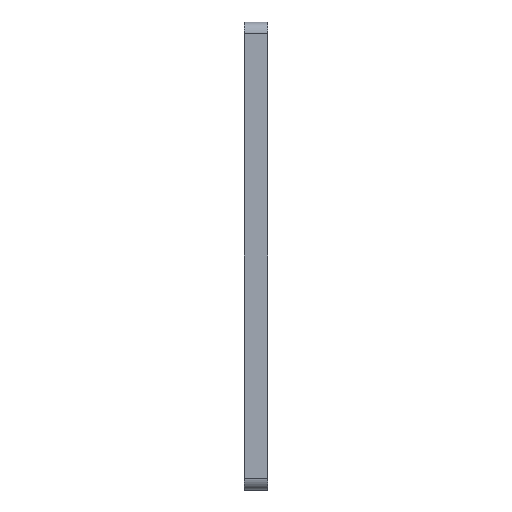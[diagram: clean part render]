
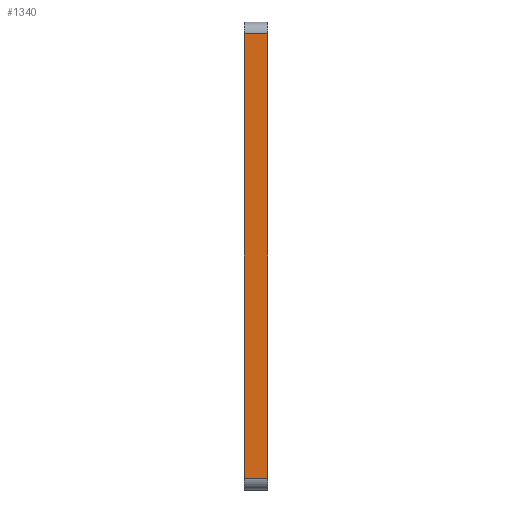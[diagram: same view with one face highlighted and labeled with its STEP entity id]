
A CAD part, left-side view. The second image highlights one B-rep face of the part: STEP entity #1340.
In plain terms, the highlighted planar face has unit normal (-1, 0, 0).
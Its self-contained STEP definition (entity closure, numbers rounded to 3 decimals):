
#72 = CARTESIAN_POINT ( 'NONE',  ( -40., 4., 38. ) ) ;
#189 = PLANE ( 'NONE',  #8533 ) ;
#317 = LINE ( 'NONE', #1902, #1008 ) ;
#976 = ORIENTED_EDGE ( 'NONE', *, *, #7853, .T. ) ;
#1008 = VECTOR ( 'NONE', #9848, 1000. ) ;
#1081 = VERTEX_POINT ( 'NONE', #13191 ) ;
#1082 = CARTESIAN_POINT ( 'NONE',  ( -40., 4., 38. ) ) ;
#1198 = EDGE_LOOP ( 'NONE', ( #4714, #1815, #976, #10385 ) ) ;
#1316 = CARTESIAN_POINT ( 'NONE',  ( -40., 4., -40. ) ) ;
#1340 = ADVANCED_FACE ( 'NONE', ( #7896 ), #189, .F. ) ;
#1535 = VECTOR ( 'NONE', #1661, 1000. ) ;
#1661 = DIRECTION ( 'NONE',  ( 0., -1., 0. ) ) ;
#1815 = ORIENTED_EDGE ( 'NONE', *, *, #2021, .T. ) ;
#1902 = CARTESIAN_POINT ( 'NONE',  ( -40., 0., -40. ) ) ;
#2021 = EDGE_CURVE ( 'NONE', #1081, #3866, #3277, .T. ) ;
#2045 = VECTOR ( 'NONE', #13874, 1000. ) ;
#2459 = DIRECTION ( 'NONE',  ( 0., 0., -1. ) ) ;
#3253 = VERTEX_POINT ( 'NONE', #1082 ) ;
#3277 = LINE ( 'NONE', #5925, #1535 ) ;
#3607 = VERTEX_POINT ( 'NONE', #4365 ) ;
#3639 = VECTOR ( 'NONE', #4961, 1000. ) ;
#3866 = VERTEX_POINT ( 'NONE', #7058 ) ;
#3868 = CARTESIAN_POINT ( 'NONE',  ( -40., 4., -40. ) ) ;
#4365 = CARTESIAN_POINT ( 'NONE',  ( -40., 0., 38. ) ) ;
#4714 = ORIENTED_EDGE ( 'NONE', *, *, #14029, .F. ) ;
#4961 = DIRECTION ( 'NONE',  ( 0., 0., 1. ) ) ;
#5925 = CARTESIAN_POINT ( 'NONE',  ( -40., 4., -38. ) ) ;
#7058 = CARTESIAN_POINT ( 'NONE',  ( -40., 0., -38. ) ) ;
#7853 = EDGE_CURVE ( 'NONE', #3866, #3607, #317, .T. ) ;
#7896 = FACE_OUTER_BOUND ( 'NONE', #1198, .T. ) ;
#8533 = AXIS2_PLACEMENT_3D ( 'NONE', #1316, #9280, #2459 ) ;
#9280 = DIRECTION ( 'NONE',  ( 1., 0., 0. ) ) ;
#9651 = LINE ( 'NONE', #72, #2045 ) ;
#9848 = DIRECTION ( 'NONE',  ( 0., 0., 1. ) ) ;
#10327 = EDGE_CURVE ( 'NONE', #3607, #3253, #9651, .T. ) ;
#10385 = ORIENTED_EDGE ( 'NONE', *, *, #10327, .T. ) ;
#13191 = CARTESIAN_POINT ( 'NONE',  ( -40., 4., -38. ) ) ;
#13861 = LINE ( 'NONE', #3868, #3639 ) ;
#13874 = DIRECTION ( 'NONE',  ( 0., 1., 0. ) ) ;
#14029 = EDGE_CURVE ( 'NONE', #1081, #3253, #13861, .T. ) ;
